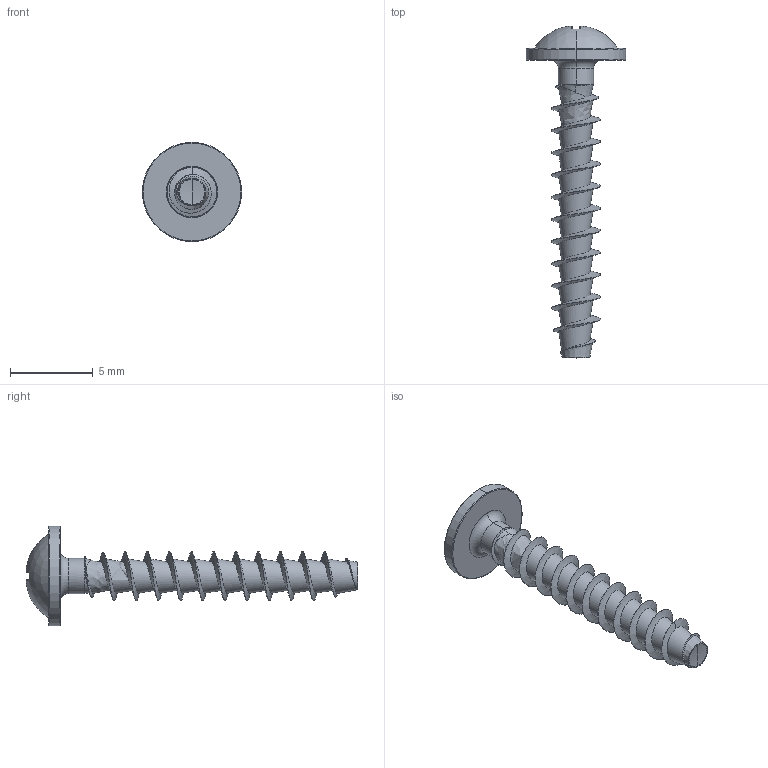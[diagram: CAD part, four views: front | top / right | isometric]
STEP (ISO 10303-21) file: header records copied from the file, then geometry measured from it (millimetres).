
FILE_DESCRIPTION (( 'STEP AP203' ), '1' );
FILE_NAME ('STP21A0300180.STEP', '2017-11-16T17:53:53', ( '' ), ( '' ), 'SwSTEP 2.0', 'SolidWorks 2015', '' );
FILE_SCHEMA (( 'CONFIG_CONTROL_DESIGN' ));
Length unit declared in the file: millimetre
Products named in the file (1): STP21A0300180
Bounding box: 6 x 20.06 x 6 mm (x, y, z)
Volume: 92.5 mm3; surface area: 268.7 mm2
Topology: 1 solids, 1 shells, 184 faces, 431 edges, 250 vertices
Faces by surface type: bspline 68, plane 31, torus 30, cylinder 25, sphere 20, cone 10
Entity records: 18935 total; most frequent: CARTESIAN_POINT 15154, ORIENTED_EDGE 858, DIRECTION 697, EDGE_CURVE 429, AXIS2_PLACEMENT_3D 317, VERTEX_POINT 250, CIRCLE 200, EDGE_LOOP 187
